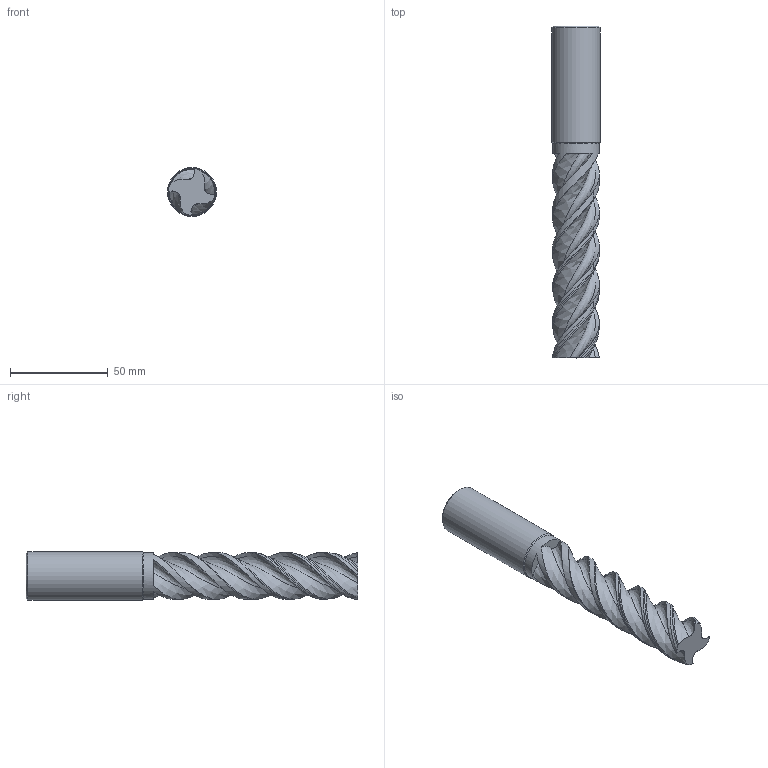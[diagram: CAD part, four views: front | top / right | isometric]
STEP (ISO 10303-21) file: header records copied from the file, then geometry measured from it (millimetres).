
FILE_DESCRIPTION(('STEP AP214'), '1');
FILE_NAME('End mill', '', ('UNSPECIFIED'), ('UNSPECIFIED'), 'ASCON STEP Converter 1.6', 'ASCON Math Kernel', '');
FILE_SCHEMA(('AUTOMOTIVE_DESIGN { 1 0 10303 214 3 1 1}'));
Length unit declared in the file: millimetre
Bounding box: 25 x 170 x 25 mm (x, y, z)
Volume: 60135.6 mm3; surface area: 15524.6 mm2
Topology: 1 solids, 1 shells, 42 faces, 113 edges, 74 vertices
Faces by surface type: bspline 24, cylinder 10, plane 6, cone 2
Full cylindrical faces by diameter (mm): 24 x1, 25 x1
Entity records: 7077 total; most frequent: CARTESIAN_POINT 5971, ORIENTED_EDGE 192, DIRECTION 96, EDGE_CURVE 96, VERTEX_POINT 64, B_SPLINE_CURVE_WITH_KNOTS 49, EDGE_LOOP 42, COLOUR_RGB 40
